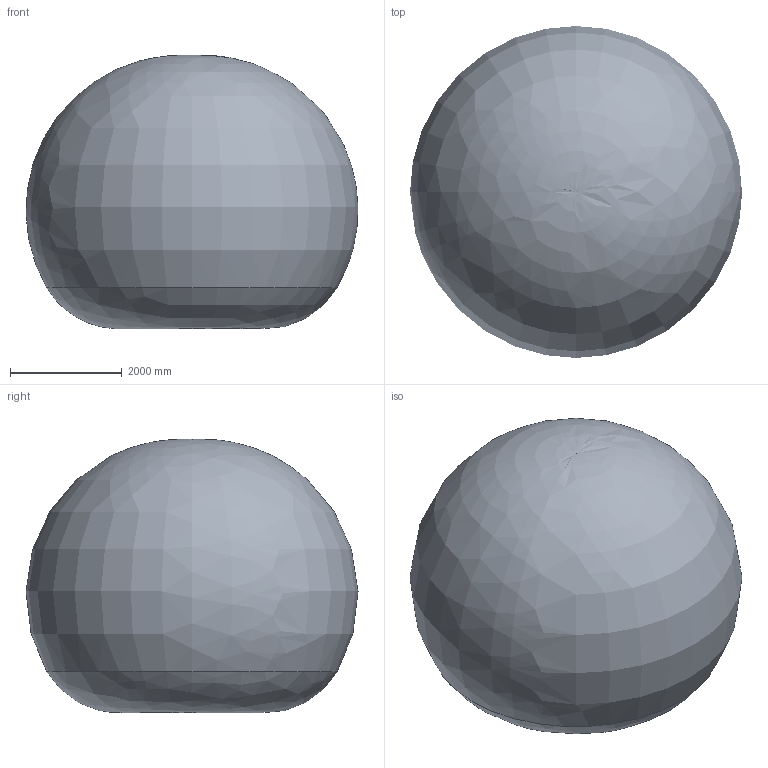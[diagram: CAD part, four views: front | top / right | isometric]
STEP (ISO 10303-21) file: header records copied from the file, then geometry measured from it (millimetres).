
FILE_DESCRIPTION(/* description */ ('Norm.iam Teamplte'),/* implementation_level */ '2;1');
FILE_NAME(/* name */ '3D-model_AT_00007.stp',/* time_stamp */ '2024-09-18T08:50:15+02:00',/* author */ ('julien.ihle'),/* organization */ (''),/* preprocessor_version */ 'ST-DEVELOPER v19.2',/* originating_system */ 'Autodesk Inventor 2023',/* authorisation */ '');
FILE_SCHEMA (('AUTOMOTIVE_DESIGN { 1 0 10303 214 3 1 1 }'));
Products named in the file (13): AT_00007_DUMMY articc6-3105-16kg; MT_WST00117660 Arbeitsbereich; MT_WST00105763 Grundgestell; MT_BGR00108203 Dummy Karussell; MT_WST00105776 Dummy Karussell; MT_WST00117657; MT_BGR00108204 Dummy Schwinge; MT_WST00107492 Dummy Schwinge; MT_WST00117658; MT_WST00105753 Hand; MT_WST00106130 Hand; MT_WST00117642; MT_WST00117655
Assembly tree (12 placements, depth 3):
  AT_00007_DUMMY articc6-3105-16kg
    MT_WST00117660 Arbeitsbereich
    MT_WST00105763 Grundgestell
    MT_BGR00108203 Dummy Karussell
      MT_WST00105776 Dummy Karussell
      MT_WST00117657
    MT_BGR00108204 Dummy Schwinge
      MT_WST00107492 Dummy Schwinge
      MT_WST00117658
    MT_WST00105753 Hand
    MT_WST00106130 Hand
    MT_WST00117642
    MT_WST00117655
Bounding box: 5939.42 x 5939.74 x 4890.57 mm (x, y, z)
Volume: 96596900453.6 mm3; surface area: 120967886 mm2
Topology: 8 solids, 36 shells, 5984 faces, 14569 edges, 9017 vertices
Faces by surface type: plane 1714, bspline 1595, cylinder 1459, torus 576, cone 466, sphere 174
Full cylindrical faces by diameter (mm): 1.4 x4, 1.5 x4, 2.5 x4, 3.2 x2, 3.242 x8, 3.8 x5, 4 x9, 4.134 x3, 4.2 x7, 4.5 x1, 4.917 x30, 5 x13, 5.3 x12, 5.8 x4, 6 x1, 6.5 x1, 6.647 x28, 6.7 x1, 6.8 x7, 7.53 x2, 7.6 x4, 7.8 x1, 8 x11, 8.5 x70, 8.8 x2, 9 x4, 9.9 x3, 10 x48, 10.106 x15, 10.5 x2
Entity records: 303797 total; most frequent: CARTESIAN_POINT 165138, ORIENTED_EDGE 28714, DIRECTION 26344, EDGE_CURVE 14359, AXIS2_PLACEMENT_3D 11206, VERTEX_POINT 8923, EDGE_LOOP 6597, CIRCLE 6385
